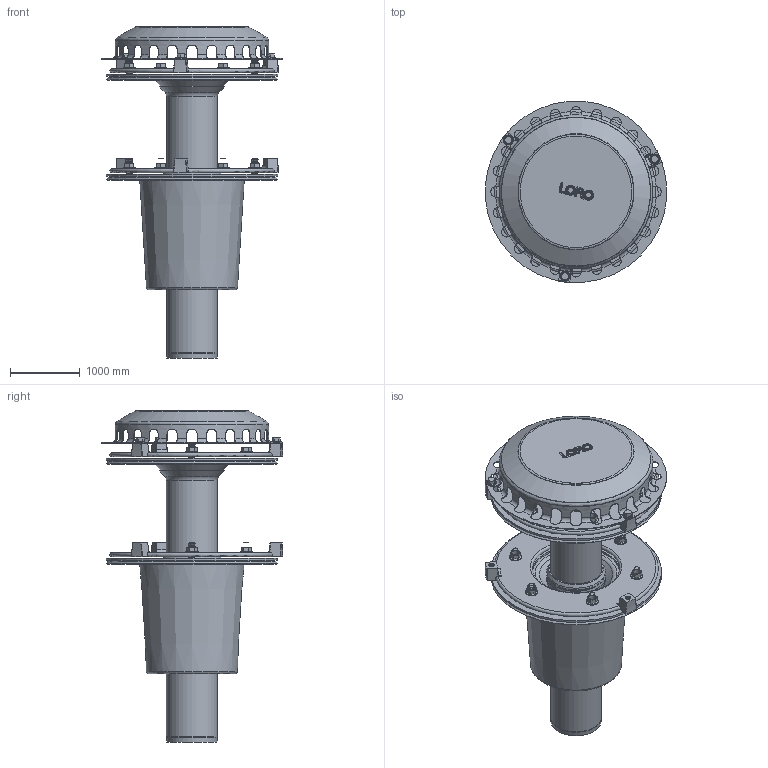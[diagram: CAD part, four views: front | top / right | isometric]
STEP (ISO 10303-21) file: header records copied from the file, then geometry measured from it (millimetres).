
FILE_DESCRIPTION(/* description */ (''),/* implementation_level */ '2;1');
FILE_NAME(/* name */ '21132.070X_3D.stp',/* time_stamp */ '2024-12-12T08:15:19+01:00',/* author */ ('CAD'),/* organization */ (''),/* preprocessor_version */ 'ST-DEVELOPER v20',/* originating_system */ 'AutoCAD Mechanical',/* authorisation */ '');
FILE_SCHEMA (('AUTOMOTIVE_DESIGN { 1 0 10303 214 3 1 1 }'));
Length unit declared in the file: centimetre
Products named in the file (2): Product; *S0
Assembly tree (1 placements, depth 2):
  Product
    *S0
Bounding box: 2590.11 x 2592.91 x 4752.5 mm (x, y, z)
Volume: 2258475918.9 mm3; surface area: 101704937.1 mm2
Topology: 44 solids, 44 shells, 1204 faces, 2893 edges, 1740 vertices
Faces by surface type: cone 489, plane 296, cylinder 206, torus 133, bspline 77, sphere 3
Full cylindrical faces by diameter (mm): 60 x3, 70 x12, 80 x27, 99.999 x12, 105 x2, 130 x12, 160 x12, 700 x1, 706 x1, 730 x3, 760 x1, 784 x1, 810 x2, 850 x1, 950 x1, 1070 x1, 1250 x2, 2180 x1, 2200 x1, 2450 x2, 2600 x1
Entity records: 43528 total; most frequent: CARTESIAN_POINT 16191, ORIENTED_EDGE 5732, DIRECTION 5699, EDGE_CURVE 2866, AXIS2_PLACEMENT_3D 2381, VERTEX_POINT 1732, EDGE_LOOP 1356, CIRCLE 1209
